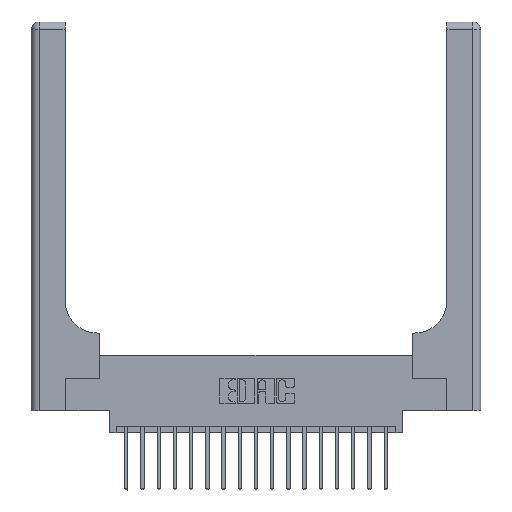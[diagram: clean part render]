
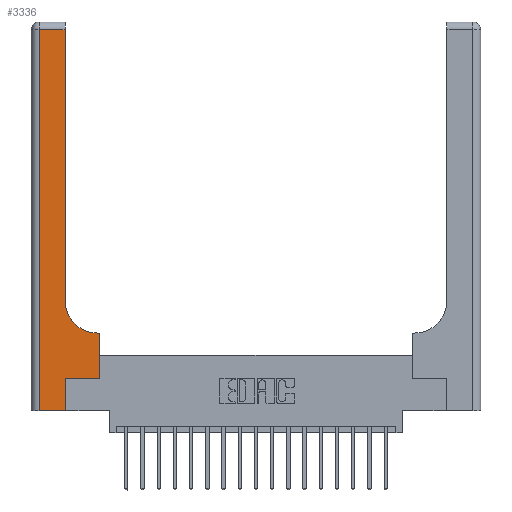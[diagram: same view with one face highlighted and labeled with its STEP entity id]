
A CAD part, top view. The second image highlights one B-rep face of the part: STEP entity #3336.
In plain terms, the highlighted planar face has unit normal (0, 0, 1).
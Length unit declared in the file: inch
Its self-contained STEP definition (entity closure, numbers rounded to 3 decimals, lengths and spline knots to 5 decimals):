
#482 = ORIENTED_EDGE ( 'NONE', *, *, #8777, .T. ) ;
#622 = CARTESIAN_POINT ( 'NONE',  ( 0.26, 0.85, 0.37 ) ) ;
#775 = VECTOR ( 'NONE', #13899, 39.37008 ) ;
#842 = VERTEX_POINT ( 'NONE', #622 ) ;
#945 = CARTESIAN_POINT ( 'NONE',  ( 0.26, 2.94, 0.37 ) ) ;
#982 = LINE ( 'NONE', #17742, #8674 ) ;
#1134 = VERTEX_POINT ( 'NONE', #18949 ) ;
#1480 = EDGE_CURVE ( 'NONE', #11013, #9640, #15215, .T. ) ;
#1582 = VECTOR ( 'NONE', #15023, 39.37008 ) ;
#1883 = EDGE_CURVE ( 'NONE', #15408, #842, #16652, .T. ) ;
#2264 = LINE ( 'NONE', #10261, #18085 ) ;
#2472 = DIRECTION ( 'NONE',  ( 0., 1., 0. ) ) ;
#2663 = VERTEX_POINT ( 'NONE', #19788 ) ;
#2773 = DIRECTION ( 'NONE',  ( 1., 0., 0. ) ) ;
#3023 = VECTOR ( 'NONE', #7821, 39.37008 ) ;
#3072 = EDGE_CURVE ( 'NONE', #9640, #15408, #14191, .T. ) ;
#3133 = EDGE_CURVE ( 'NONE', #9543, #1134, #982, .T. ) ;
#3217 = CARTESIAN_POINT ( 'NONE',  ( 0., 2.94, 0.37 ) ) ;
#3336 = ADVANCED_FACE ( 'NONE', ( #13938 ), #18257, .F. ) ;
#3583 = CARTESIAN_POINT ( 'NONE',  ( 0.528, 0.6, 0.37 ) ) ;
#3871 = DIRECTION ( 'NONE',  ( 1., 0., 0. ) ) ;
#4030 = DIRECTION ( 'NONE',  ( 0., 0., -1. ) ) ;
#4352 = CARTESIAN_POINT ( 'NONE',  ( 0., 0., 0.37 ) ) ;
#5457 = EDGE_LOOP ( 'NONE', ( #482, #9534, #19177, #19441, #16526, #11482, #18553, #7155, #18243 ) ) ;
#5724 = LINE ( 'NONE', #16503, #1582 ) ;
#6812 = VECTOR ( 'NONE', #3871, 39.37008 ) ;
#6873 = EDGE_CURVE ( 'NONE', #10613, #9543, #16763, .T. ) ;
#6916 = DIRECTION ( 'NONE',  ( -1., 0., 0. ) ) ;
#7155 = ORIENTED_EDGE ( 'NONE', *, *, #3072, .T. ) ;
#7821 = DIRECTION ( 'NONE',  ( 0., 1., 0. ) ) ;
#8205 = CARTESIAN_POINT ( 'NONE',  ( 0.528, 0.25, 0.37 ) ) ;
#8674 = VECTOR ( 'NONE', #2472, 39.37008 ) ;
#8777 = EDGE_CURVE ( 'NONE', #842, #18089, #5724, .T. ) ;
#9088 = CARTESIAN_POINT ( 'NONE',  ( 0., 3., 0.37 ) ) ;
#9534 = ORIENTED_EDGE ( 'NONE', *, *, #17657, .T. ) ;
#9543 = VERTEX_POINT ( 'NONE', #18580 ) ;
#9640 = VERTEX_POINT ( 'NONE', #3583 ) ;
#9953 = EDGE_CURVE ( 'NONE', #2663, #10613, #2264, .T. ) ;
#10261 = CARTESIAN_POINT ( 'NONE',  ( 0.06, 3., 0.37 ) ) ;
#10613 = VERTEX_POINT ( 'NONE', #13241 ) ;
#10616 = DIRECTION ( 'NONE',  ( -1., 0., 0. ) ) ;
#10645 = LINE ( 'NONE', #12958, #6812 ) ;
#11013 = VERTEX_POINT ( 'NONE', #14258 ) ;
#11482 = ORIENTED_EDGE ( 'NONE', *, *, #16844, .T. ) ;
#12510 = LINE ( 'NONE', #3217, #775 ) ;
#12635 = VECTOR ( 'NONE', #2773, 39.37008 ) ;
#12883 = CARTESIAN_POINT ( 'NONE',  ( 0.26, 0.6, 0.37 ) ) ;
#12958 = CARTESIAN_POINT ( 'NONE',  ( 0.265, 0.25, 0.37 ) ) ;
#13130 = CARTESIAN_POINT ( 'NONE',  ( 0.51, 0.85, 0.37 ) ) ;
#13241 = CARTESIAN_POINT ( 'NONE',  ( 0.06, 0., 0.37 ) ) ;
#13713 = VECTOR ( 'NONE', #6916, 39.37008 ) ;
#13899 = DIRECTION ( 'NONE',  ( -1., 0., 0. ) ) ;
#13938 = FACE_OUTER_BOUND ( 'NONE', #5457, .T. ) ;
#14191 = LINE ( 'NONE', #12883, #13713 ) ;
#14258 = CARTESIAN_POINT ( 'NONE',  ( 0.528, 0.25, 0.37 ) ) ;
#14699 = DIRECTION ( 'NONE',  ( 1., 0., 0. ) ) ;
#15023 = DIRECTION ( 'NONE',  ( 0., 1., 0. ) ) ;
#15215 = LINE ( 'NONE', #8205, #3023 ) ;
#15408 = VERTEX_POINT ( 'NONE', #17879 ) ;
#15840 = AXIS2_PLACEMENT_3D ( 'NONE', #13130, #4030, #14699 ) ;
#16362 = AXIS2_PLACEMENT_3D ( 'NONE', #9088, #19768, #10616 ) ;
#16449 = DIRECTION ( 'NONE',  ( 0., -1., 0. ) ) ;
#16503 = CARTESIAN_POINT ( 'NONE',  ( 0.26, 3., 0.37 ) ) ;
#16526 = ORIENTED_EDGE ( 'NONE', *, *, #3133, .T. ) ;
#16652 = CIRCLE ( 'NONE', #15840, 0.25 ) ;
#16763 = LINE ( 'NONE', #4352, #12635 ) ;
#16844 = EDGE_CURVE ( 'NONE', #1134, #11013, #10645, .T. ) ;
#17657 = EDGE_CURVE ( 'NONE', #18089, #2663, #12510, .T. ) ;
#17742 = CARTESIAN_POINT ( 'NONE',  ( 0.265, 0., 0.37 ) ) ;
#17879 = CARTESIAN_POINT ( 'NONE',  ( 0.51, 0.6, 0.37 ) ) ;
#18085 = VECTOR ( 'NONE', #16449, 39.37008 ) ;
#18089 = VERTEX_POINT ( 'NONE', #945 ) ;
#18243 = ORIENTED_EDGE ( 'NONE', *, *, #1883, .T. ) ;
#18257 = PLANE ( 'NONE',  #16362 ) ;
#18553 = ORIENTED_EDGE ( 'NONE', *, *, #1480, .T. ) ;
#18580 = CARTESIAN_POINT ( 'NONE',  ( 0.265, 0., 0.37 ) ) ;
#18949 = CARTESIAN_POINT ( 'NONE',  ( 0.265, 0.25, 0.37 ) ) ;
#19177 = ORIENTED_EDGE ( 'NONE', *, *, #9953, .T. ) ;
#19441 = ORIENTED_EDGE ( 'NONE', *, *, #6873, .T. ) ;
#19768 = DIRECTION ( 'NONE',  ( 0., 0., -1. ) ) ;
#19788 = CARTESIAN_POINT ( 'NONE',  ( 0.06, 2.94, 0.37 ) ) ;
